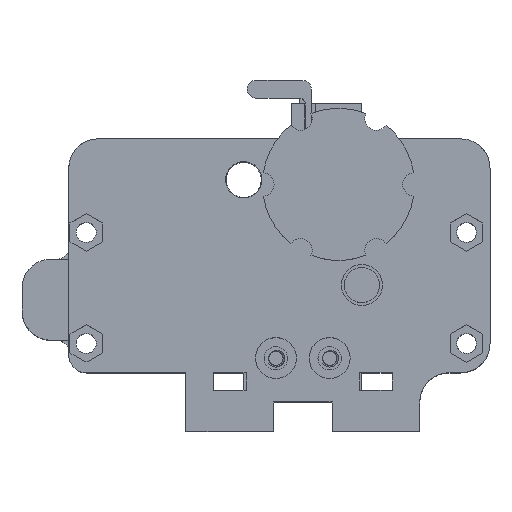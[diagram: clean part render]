
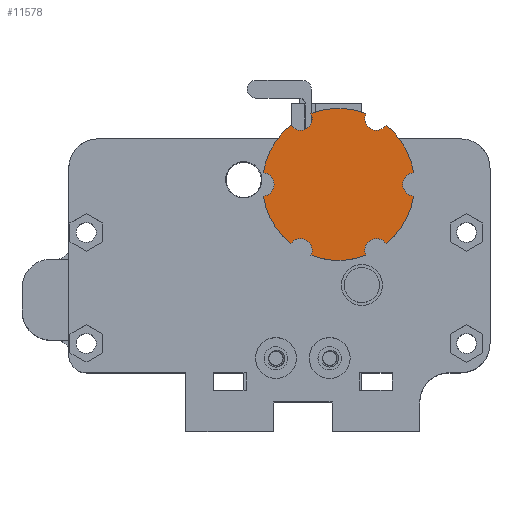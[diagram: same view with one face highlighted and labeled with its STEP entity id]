
A CAD part, top view. The second image highlights one B-rep face of the part: STEP entity #11578.
In plain terms, the highlighted planar face has unit normal (0, 0, 1).
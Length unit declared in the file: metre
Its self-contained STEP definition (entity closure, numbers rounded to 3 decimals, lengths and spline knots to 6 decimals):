
#606=PLANE('',#12911);
#1192=CIRCLE('',#12877,0.013);
#1194=CIRCLE('',#12880,0.002);
#1196=CIRCLE('',#12883,0.013);
#1198=CIRCLE('',#12886,0.002);
#1200=CIRCLE('',#12889,0.013);
#1202=CIRCLE('',#12892,0.002);
#1204=CIRCLE('',#12895,0.013);
#1206=CIRCLE('',#12898,0.002);
#1208=CIRCLE('',#12901,0.013);
#1210=CIRCLE('',#12904,0.002);
#1212=CIRCLE('',#12907,0.013);
#1214=CIRCLE('',#12910,0.002);
#4449=ORIENTED_EDGE('',*,*,#6172,.T.);
#4450=ORIENTED_EDGE('',*,*,#6176,.F.);
#4451=ORIENTED_EDGE('',*,*,#6179,.T.);
#4452=ORIENTED_EDGE('',*,*,#6182,.F.);
#4453=ORIENTED_EDGE('',*,*,#6185,.T.);
#4454=ORIENTED_EDGE('',*,*,#6188,.F.);
#4455=ORIENTED_EDGE('',*,*,#6191,.T.);
#4456=ORIENTED_EDGE('',*,*,#6194,.F.);
#4457=ORIENTED_EDGE('',*,*,#6197,.T.);
#4458=ORIENTED_EDGE('',*,*,#6200,.F.);
#4459=ORIENTED_EDGE('',*,*,#6203,.T.);
#4460=ORIENTED_EDGE('',*,*,#6205,.F.);
#6172=EDGE_CURVE('',#7362,#7361,#1192,.T.);
#6176=EDGE_CURVE('',#7364,#7361,#1194,.T.);
#6179=EDGE_CURVE('',#7364,#7366,#1196,.T.);
#6182=EDGE_CURVE('',#7368,#7366,#1198,.T.);
#6185=EDGE_CURVE('',#7368,#7370,#1200,.T.);
#6188=EDGE_CURVE('',#7372,#7370,#1202,.T.);
#6191=EDGE_CURVE('',#7372,#7374,#1204,.T.);
#6194=EDGE_CURVE('',#7376,#7374,#1206,.T.);
#6197=EDGE_CURVE('',#7376,#7378,#1208,.T.);
#6200=EDGE_CURVE('',#7380,#7378,#1210,.T.);
#6203=EDGE_CURVE('',#7380,#7382,#1212,.T.);
#6205=EDGE_CURVE('',#7362,#7382,#1214,.T.);
#7361=VERTEX_POINT('',#33602);
#7362=VERTEX_POINT('',#33604);
#7364=VERTEX_POINT('',#33610);
#7366=VERTEX_POINT('',#33616);
#7368=VERTEX_POINT('',#33622);
#7370=VERTEX_POINT('',#33628);
#7372=VERTEX_POINT('',#33634);
#7374=VERTEX_POINT('',#33640);
#7376=VERTEX_POINT('',#33646);
#7378=VERTEX_POINT('',#33652);
#7380=VERTEX_POINT('',#33658);
#7382=VERTEX_POINT('',#33664);
#9845=EDGE_LOOP('',(#4449,#4450,#4451,#4452,#4453,#4454,#4455,#4456,#4457,
#4458,#4459,#4460));
#10659=FACE_BOUND('',#9845,.T.);
#11578=ADVANCED_FACE('',(#10659),#606,.T.);
#12877=AXIS2_PLACEMENT_3D('',#33603,#15978,#15979);
#12880=AXIS2_PLACEMENT_3D('',#33611,#15986,#15987);
#12883=AXIS2_PLACEMENT_3D('',#33617,#15993,#15994);
#12886=AXIS2_PLACEMENT_3D('',#33623,#16000,#16001);
#12889=AXIS2_PLACEMENT_3D('',#33629,#16007,#16008);
#12892=AXIS2_PLACEMENT_3D('',#33635,#16014,#16015);
#12895=AXIS2_PLACEMENT_3D('',#33641,#16021,#16022);
#12898=AXIS2_PLACEMENT_3D('',#33647,#16028,#16029);
#12901=AXIS2_PLACEMENT_3D('',#33653,#16035,#16036);
#12904=AXIS2_PLACEMENT_3D('',#33659,#16042,#16043);
#12907=AXIS2_PLACEMENT_3D('',#33665,#16049,#16050);
#12910=AXIS2_PLACEMENT_3D('',#33668,#16055,#16056);
#12911=AXIS2_PLACEMENT_3D('',#33669,#16057,#16058);
#15978=DIRECTION('',(0.,0.,1.));
#15979=DIRECTION('',(1.,0.,0.));
#15986=DIRECTION('',(0.,0.,1.));
#15987=DIRECTION('',(1.,0.,0.));
#15993=DIRECTION('',(0.,0.,1.));
#15994=DIRECTION('',(1.,0.,0.));
#16000=DIRECTION('',(0.,0.,1.));
#16001=DIRECTION('',(1.,0.,0.));
#16007=DIRECTION('',(0.,0.,1.));
#16008=DIRECTION('',(1.,0.,0.));
#16014=DIRECTION('',(0.,0.,1.));
#16015=DIRECTION('',(1.,0.,0.));
#16021=DIRECTION('',(0.,0.,1.));
#16022=DIRECTION('',(1.,0.,0.));
#16028=DIRECTION('',(0.,0.,1.));
#16029=DIRECTION('',(1.,0.,0.));
#16035=DIRECTION('',(0.,0.,1.));
#16036=DIRECTION('',(1.,0.,0.));
#16042=DIRECTION('',(0.,0.,1.));
#16043=DIRECTION('',(1.,0.,0.));
#16049=DIRECTION('',(0.,0.,1.));
#16050=DIRECTION('',(1.,0.,0.));
#16055=DIRECTION('',(0.,0.,1.));
#16056=DIRECTION('',(1.,0.,0.));
#16057=DIRECTION('',(0.,0.,1.));
#16058=DIRECTION('',(1.,0.,0.));
#33602=CARTESIAN_POINT('',(0.01425,0.027328,0.0212));
#33603=CARTESIAN_POINT('',(0.0061,0.0172,0.0212));
#33604=CARTESIAN_POINT('',(0.018946,0.019194,0.0212));
#33610=CARTESIAN_POINT('',(0.010796,0.029322,0.0212));
#33611=CARTESIAN_POINT('',(0.0126,0.028458,0.0212));
#33616=CARTESIAN_POINT('',(0.001404,0.029322,0.0212));
#33617=CARTESIAN_POINT('',(0.0061,0.0172,0.0212));
#33622=CARTESIAN_POINT('',(-0.00205,0.027328,0.0212));
#33623=CARTESIAN_POINT('',(-0.0004,0.028458,0.0212));
#33628=CARTESIAN_POINT('',(-0.006746,0.019194,0.0212));
#33629=CARTESIAN_POINT('',(0.0061,0.0172,0.0212));
#33634=CARTESIAN_POINT('',(-0.006746,0.015206,0.0212));
#33635=CARTESIAN_POINT('',(-0.0069,0.0172,0.0212));
#33640=CARTESIAN_POINT('',(-0.00205,0.007072,0.0212));
#33641=CARTESIAN_POINT('',(0.0061,0.0172,0.0212));
#33646=CARTESIAN_POINT('',(0.001404,0.005078,0.0212));
#33647=CARTESIAN_POINT('',(-0.0004,0.005942,0.0212));
#33652=CARTESIAN_POINT('',(0.010796,0.005078,0.0212));
#33653=CARTESIAN_POINT('',(0.0061,0.0172,0.0212));
#33658=CARTESIAN_POINT('',(0.01425,0.007072,0.0212));
#33659=CARTESIAN_POINT('',(0.0126,0.005942,0.0212));
#33664=CARTESIAN_POINT('',(0.018946,0.015206,0.0212));
#33665=CARTESIAN_POINT('',(0.0061,0.0172,0.0212));
#33668=CARTESIAN_POINT('',(0.0191,0.0172,0.0212));
#33669=CARTESIAN_POINT('',(-0.004,0.0026,0.0212));
